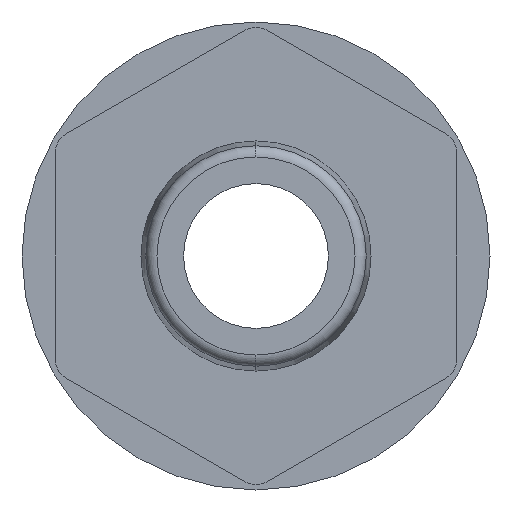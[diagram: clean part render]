
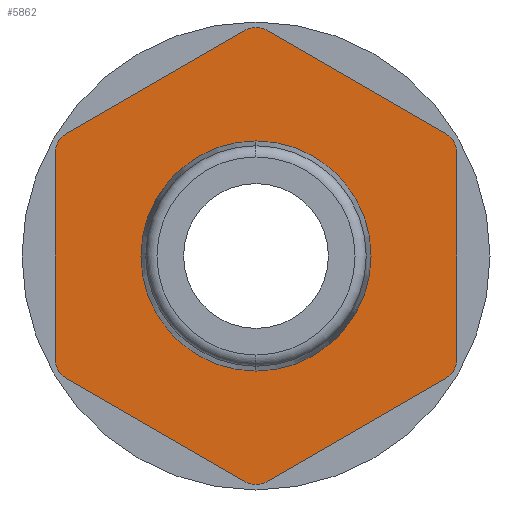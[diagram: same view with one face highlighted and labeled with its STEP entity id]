
A CAD part, left-side view. The second image highlights one B-rep face of the part: STEP entity #5862.
In plain terms, the highlighted planar face has unit normal (-1, 0, 0).
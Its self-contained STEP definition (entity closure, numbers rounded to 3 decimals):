
#2 = CIRCLE ( 'NONE', #4, 2. ) ;
#4 = AXIS2_PLACEMENT_3D ( 'NONE', #4509, #4510, #4511 ) ;
#8 = AXIS2_PLACEMENT_3D ( 'NONE', #4489, #4490, #4491 ) ;
#10 = AXIS2_PLACEMENT_3D ( 'NONE', #4505, #4506, #4507 ) ;
#12 = AXIS2_PLACEMENT_3D ( 'NONE', #4476, #4477, #4478 ) ;
#13 = VECTOR ( 'NONE', #4486, 1000. ) ;
#14 = VECTOR ( 'NONE', #4480, 1000. ) ;
#15 = CIRCLE ( 'NONE', #17, 2. ) ;
#16 = CIRCLE ( 'NONE', #8, 2. ) ;
#17 = AXIS2_PLACEMENT_3D ( 'NONE', #4483, #4484, #4485 ) ;
#18 = VECTOR ( 'NONE', #4492, 1000. ) ;
#19 = VECTOR ( 'NONE', #4498, 1000. ) ;
#21 = CIRCLE ( 'NONE', #29, 2. ) ;
#29 = AXIS2_PLACEMENT_3D ( 'NONE', #4495, #4496, #4497 ) ;
#30 = AXIS2_PLACEMENT_3D ( 'NONE', #4501, #4502, #4503 ) ;
#31 = CIRCLE ( 'NONE', #10, 2. ) ;
#33 = CIRCLE ( 'NONE', #30, 2. ) ;
#34 = VECTOR ( 'NONE', #4504, 1000. ) ;
#35 = VECTOR ( 'NONE', #4508, 1000. ) ;
#77 = EDGE_CURVE ( 'NONE', #3240, #3228, #3056, .T. ) ;
#151 = EDGE_LOOP ( 'NONE', ( #3700, #3701 ) ) ;
#419 = FACE_OUTER_BOUND ( 'NONE', #3292, .T. ) ;
#423 = CARTESIAN_POINT ( 'NONE',  ( -30., 20.669, 0. ) ) ;
#427 = FACE_BOUND ( 'NONE', #151, .T. ) ;
#428 = PLANE ( 'NONE',  #5497 ) ;
#430 = DIRECTION ( 'NONE',  ( 1., 0., 0. ) ) ;
#431 = DIRECTION ( 'NONE',  ( 0., 0., -1. ) ) ;
#3056 = CIRCLE ( 'NONE', #3061, 10.25 ) ;
#3061 = AXIS2_PLACEMENT_3D ( 'NONE', #3487, #3488, #3489 ) ;
#3208 = VERTEX_POINT ( 'NONE', #4938 ) ;
#3212 = VERTEX_POINT ( 'NONE', #4942 ) ;
#3228 = VERTEX_POINT ( 'NONE', #3633 ) ;
#3240 = VERTEX_POINT ( 'NONE', #4969 ) ;
#3268 = VERTEX_POINT ( 'NONE', #4997 ) ;
#3292 = EDGE_LOOP ( 'NONE', ( #3702, #3703, #3704, #3705, #3706, #3707, #3708, #3709, #3710, #3711, #3712, #3713, #3714 ) ) ;
#3332 = VERTEX_POINT ( 'NONE', #5024 ) ;
#3335 = VERTEX_POINT ( 'NONE', #5027 ) ;
#3336 = VERTEX_POINT ( 'NONE', #5021 ) ;
#3340 = VERTEX_POINT ( 'NONE', #5031 ) ;
#3345 = VERTEX_POINT ( 'NONE', #5036 ) ;
#3346 = VERTEX_POINT ( 'NONE', #5037 ) ;
#3347 = VERTEX_POINT ( 'NONE', #5038 ) ;
#3348 = VERTEX_POINT ( 'NONE', #5039 ) ;
#3349 = VERTEX_POINT ( 'NONE', #5040 ) ;
#3351 = VERTEX_POINT ( 'NONE', #4082 ) ;
#3487 = CARTESIAN_POINT ( 'NONE',  ( -30., 0., 0. ) ) ;
#3488 = DIRECTION ( 'NONE',  ( -1., 0., 0. ) ) ;
#3489 = DIRECTION ( 'NONE',  ( 0., 0., 1. ) ) ;
#3633 = CARTESIAN_POINT ( 'NONE',  ( -30., 0., -10.25 ) ) ;
#3700 = ORIENTED_EDGE ( 'NONE', *, *, #77, .F. ) ;
#3701 = ORIENTED_EDGE ( 'NONE', *, *, #5755, .F. ) ;
#3702 = ORIENTED_EDGE ( 'NONE', *, *, #5756, .T. ) ;
#3703 = ORIENTED_EDGE ( 'NONE', *, *, #5757, .T. ) ;
#3704 = ORIENTED_EDGE ( 'NONE', *, *, #5758, .T. ) ;
#3705 = ORIENTED_EDGE ( 'NONE', *, *, #5759, .T. ) ;
#3706 = ORIENTED_EDGE ( 'NONE', *, *, #5760, .T. ) ;
#3707 = ORIENTED_EDGE ( 'NONE', *, *, #5761, .T. ) ;
#3708 = ORIENTED_EDGE ( 'NONE', *, *, #5762, .T. ) ;
#3709 = ORIENTED_EDGE ( 'NONE', *, *, #5763, .T. ) ;
#3710 = ORIENTED_EDGE ( 'NONE', *, *, #5764, .T. ) ;
#3711 = ORIENTED_EDGE ( 'NONE', *, *, #5923, .T. ) ;
#3712 = ORIENTED_EDGE ( 'NONE', *, *, #5765, .T. ) ;
#3713 = ORIENTED_EDGE ( 'NONE', *, *, #5766, .T. ) ;
#3714 = ORIENTED_EDGE ( 'NONE', *, *, #5767, .T. ) ;
#3847 = CARTESIAN_POINT ( 'NONE',  ( -30., 0., 18.36 ) ) ;
#3848 = DIRECTION ( 'NONE',  ( -1., 0., 0. ) ) ;
#3849 = DIRECTION ( 'NONE',  ( 0., 0., -1. ) ) ;
#4082 = CARTESIAN_POINT ( 'NONE',  ( -30., 1., 20.092 ) ) ;
#4422 = LINE ( 'NONE', #4449, #14 ) ;
#4449 = CARTESIAN_POINT ( 'NONE',  ( -30., 17.9, 10.335 ) ) ;
#4475 = CARTESIAN_POINT ( 'NONE',  ( -30., 17.9, -10.335 ) ) ;
#4476 = CARTESIAN_POINT ( 'NONE',  ( -30., 0., 0. ) ) ;
#4477 = DIRECTION ( 'NONE',  ( -1., 0., 0. ) ) ;
#4478 = DIRECTION ( 'NONE',  ( 0., 0., 1. ) ) ;
#4479 = LINE ( 'NONE', #4475, #13 ) ;
#4480 = DIRECTION ( 'NONE',  ( 0., 0., -1. ) ) ;
#4481 = LINE ( 'NONE', #4482, #18 ) ;
#4482 = CARTESIAN_POINT ( 'NONE',  ( -30., 0., -20.669 ) ) ;
#4483 = CARTESIAN_POINT ( 'NONE',  ( -30., 15.9, -9.18 ) ) ;
#4484 = DIRECTION ( 'NONE',  ( -1., 0., 0. ) ) ;
#4485 = DIRECTION ( 'NONE',  ( 0., 0., -1. ) ) ;
#4486 = DIRECTION ( 'NONE',  ( 0., -0.866, -0.5 ) ) ;
#4487 = LINE ( 'NONE', #4488, #19 ) ;
#4488 = CARTESIAN_POINT ( 'NONE',  ( -30., -17.9, -10.335 ) ) ;
#4489 = CARTESIAN_POINT ( 'NONE',  ( -30., 0., -18.36 ) ) ;
#4490 = DIRECTION ( 'NONE',  ( -1., 0., 0. ) ) ;
#4491 = DIRECTION ( 'NONE',  ( 0., 0., -1. ) ) ;
#4492 = DIRECTION ( 'NONE',  ( 0., -0.866, 0.5 ) ) ;
#4493 = LINE ( 'NONE', #4494, #34 ) ;
#4494 = CARTESIAN_POINT ( 'NONE',  ( -30., -17.9, 10.335 ) ) ;
#4495 = CARTESIAN_POINT ( 'NONE',  ( -30., -15.9, -9.18 ) ) ;
#4496 = DIRECTION ( 'NONE',  ( -1., 0., 0. ) ) ;
#4497 = DIRECTION ( 'NONE',  ( 0., 0., -1. ) ) ;
#4498 = DIRECTION ( 'NONE',  ( 0., 0., 1. ) ) ;
#4499 = LINE ( 'NONE', #4500, #35 ) ;
#4500 = CARTESIAN_POINT ( 'NONE',  ( -30., 0., 20.669 ) ) ;
#4501 = CARTESIAN_POINT ( 'NONE',  ( -30., -15.9, 9.18 ) ) ;
#4502 = DIRECTION ( 'NONE',  ( -1., 0., 0. ) ) ;
#4503 = DIRECTION ( 'NONE',  ( 0., 0., -1. ) ) ;
#4504 = DIRECTION ( 'NONE',  ( 0., 0.866, 0.5 ) ) ;
#4505 = CARTESIAN_POINT ( 'NONE',  ( -30., 0., 18.36 ) ) ;
#4506 = DIRECTION ( 'NONE',  ( -1., 0., 0. ) ) ;
#4507 = DIRECTION ( 'NONE',  ( 0., 0., -1. ) ) ;
#4508 = DIRECTION ( 'NONE',  ( 0., 0.866, -0.5 ) ) ;
#4509 = CARTESIAN_POINT ( 'NONE',  ( -30., 15.9, 9.18 ) ) ;
#4510 = DIRECTION ( 'NONE',  ( -1., 0., 0. ) ) ;
#4511 = DIRECTION ( 'NONE',  ( 0., 0., -1. ) ) ;
#4794 = CIRCLE ( 'NONE', #12, 10.25 ) ;
#4938 = CARTESIAN_POINT ( 'NONE',  ( -30., -1., 20.092 ) ) ;
#4942 = CARTESIAN_POINT ( 'NONE',  ( -30., 0., 20.36 ) ) ;
#4969 = CARTESIAN_POINT ( 'NONE',  ( -30., 0., 10.25 ) ) ;
#4997 = CARTESIAN_POINT ( 'NONE',  ( -30., 17.9, -9.18 ) ) ;
#5021 = CARTESIAN_POINT ( 'NONE',  ( -30., -1., -20.092 ) ) ;
#5024 = CARTESIAN_POINT ( 'NONE',  ( -30., 17.9, 9.18 ) ) ;
#5027 = CARTESIAN_POINT ( 'NONE',  ( -30., 16.9, -10.912 ) ) ;
#5031 = CARTESIAN_POINT ( 'NONE',  ( -30., 1., -20.092 ) ) ;
#5036 = CARTESIAN_POINT ( 'NONE',  ( -30., 16.9, 10.912 ) ) ;
#5037 = CARTESIAN_POINT ( 'NONE',  ( -30., -17.9, 9.18 ) ) ;
#5038 = CARTESIAN_POINT ( 'NONE',  ( -30., -16.9, -10.912 ) ) ;
#5039 = CARTESIAN_POINT ( 'NONE',  ( -30., -17.9, -9.18 ) ) ;
#5040 = CARTESIAN_POINT ( 'NONE',  ( -30., -16.9, 10.912 ) ) ;
#5497 = AXIS2_PLACEMENT_3D ( 'NONE', #423, #430, #431 ) ;
#5574 = CIRCLE ( 'NONE', #5584, 2. ) ;
#5584 = AXIS2_PLACEMENT_3D ( 'NONE', #3847, #3848, #3849 ) ;
#5755 = EDGE_CURVE ( 'NONE', #3228, #3240, #4794, .T. ) ;
#5756 = EDGE_CURVE ( 'NONE', #3332, #3268, #4422, .T. ) ;
#5757 = EDGE_CURVE ( 'NONE', #3268, #3335, #15, .T. ) ;
#5758 = EDGE_CURVE ( 'NONE', #3335, #3340, #4479, .T. ) ;
#5759 = EDGE_CURVE ( 'NONE', #3340, #3336, #16, .T. ) ;
#5760 = EDGE_CURVE ( 'NONE', #3336, #3347, #4481, .T. ) ;
#5761 = EDGE_CURVE ( 'NONE', #3347, #3348, #21, .T. ) ;
#5762 = EDGE_CURVE ( 'NONE', #3348, #3346, #4487, .T. ) ;
#5763 = EDGE_CURVE ( 'NONE', #3346, #3349, #33, .T. ) ;
#5764 = EDGE_CURVE ( 'NONE', #3349, #3208, #4493, .T. ) ;
#5765 = EDGE_CURVE ( 'NONE', #3212, #3351, #31, .T. ) ;
#5766 = EDGE_CURVE ( 'NONE', #3351, #3345, #4499, .T. ) ;
#5767 = EDGE_CURVE ( 'NONE', #3345, #3332, #2, .T. ) ;
#5862 = ADVANCED_FACE ( 'NONE', ( #427, #419 ), #428, .F. ) ;
#5923 = EDGE_CURVE ( 'NONE', #3208, #3212, #5574, .T. ) ;
